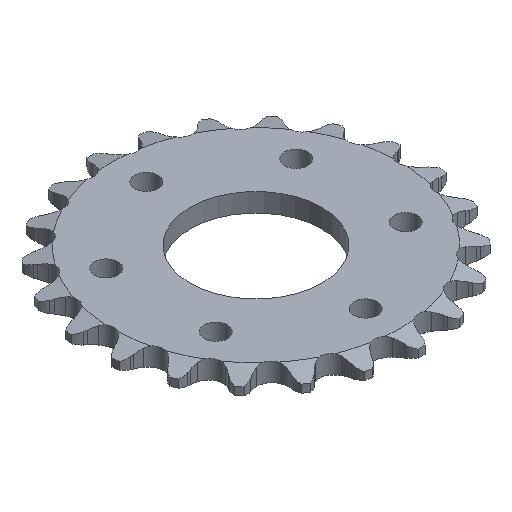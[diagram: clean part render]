
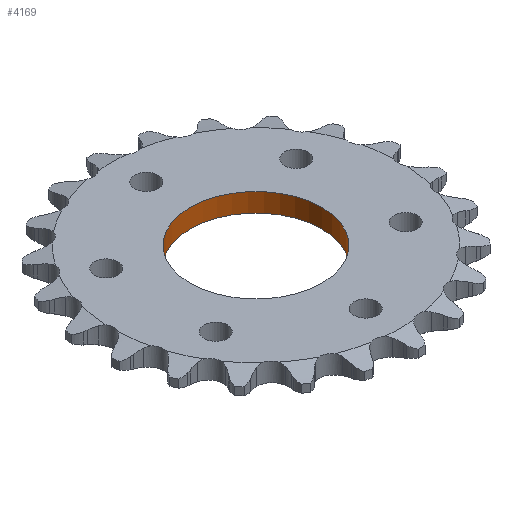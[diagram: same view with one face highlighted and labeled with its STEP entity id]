
A CAD part, isometric view. The second image highlights one B-rep face of the part: STEP entity #4169.
In plain terms, the highlighted cylindrical face has radius 14.287 mm (diameter 28.575 mm), a full revolution.
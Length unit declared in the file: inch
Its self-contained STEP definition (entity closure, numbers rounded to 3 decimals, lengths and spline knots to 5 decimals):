
#81=LINE('',#5943,#264);
#264=VECTOR('',#4885,0.5625);
#447=CYLINDRICAL_SURFACE('',#4446,0.5625);
#588=FACE_OUTER_BOUND('',#817,.T.);
#817=EDGE_LOOP('',(#2783,#2784,#2785,#2786,#2787,#2788));
#1432=CIRCLE('',#4447,0.5625);
#1433=CIRCLE('',#4448,0.5625);
#1434=CIRCLE('',#4449,0.5625);
#1435=CIRCLE('',#4450,0.5625);
#1608=VERTEX_POINT('',#5938);
#1609=VERTEX_POINT('',#5939);
#1610=VERTEX_POINT('',#5942);
#1611=VERTEX_POINT('',#5944);
#2082=EDGE_CURVE('',#1608,#1609,#1432,.T.);
#2083=EDGE_CURVE('',#1609,#1608,#1433,.T.);
#2084=EDGE_CURVE('',#1609,#1610,#81,.T.);
#2085=EDGE_CURVE('',#1610,#1611,#1434,.T.);
#2086=EDGE_CURVE('',#1611,#1610,#1435,.T.);
#2783=ORIENTED_EDGE('',*,*,#2082,.F.);
#2784=ORIENTED_EDGE('',*,*,#2083,.F.);
#2785=ORIENTED_EDGE('',*,*,#2084,.T.);
#2786=ORIENTED_EDGE('',*,*,#2085,.T.);
#2787=ORIENTED_EDGE('',*,*,#2086,.T.);
#2788=ORIENTED_EDGE('',*,*,#2084,.F.);
#4169=ADVANCED_FACE('',(#588),#447,.F.);
#4446=AXIS2_PLACEMENT_3D('',#5937,#4879,#4880);
#4447=AXIS2_PLACEMENT_3D('',#5940,#4881,#4882);
#4448=AXIS2_PLACEMENT_3D('',#5941,#4883,#4884);
#4449=AXIS2_PLACEMENT_3D('',#5945,#4886,#4887);
#4450=AXIS2_PLACEMENT_3D('',#5946,#4888,#4889);
#4879=DIRECTION('center_axis',(0.,0.,1.));
#4880=DIRECTION('ref_axis',(1.,0.,0.));
#4881=DIRECTION('center_axis',(0.,0.,1.));
#4882=DIRECTION('ref_axis',(1.,0.,0.));
#4883=DIRECTION('center_axis',(0.,0.,1.));
#4884=DIRECTION('ref_axis',(1.,0.,0.));
#4885=DIRECTION('',(0.,0.,1.));
#4886=DIRECTION('center_axis',(0.,0.,1.));
#4887=DIRECTION('ref_axis',(1.,0.,0.));
#4888=DIRECTION('center_axis',(0.,0.,1.));
#4889=DIRECTION('ref_axis',(1.,0.,0.));
#5937=CARTESIAN_POINT('Origin',(0.,0.,-0.16));
#5938=CARTESIAN_POINT('',(0.5625,0.,-0.16));
#5939=CARTESIAN_POINT('',(-0.5625,0.,-0.16));
#5940=CARTESIAN_POINT('Origin',(0.,0.,-0.16));
#5941=CARTESIAN_POINT('Origin',(0.,0.,-0.16));
#5942=CARTESIAN_POINT('',(-0.5625,0.,0.));
#5943=CARTESIAN_POINT('',(-0.5625,0.,-0.16));
#5944=CARTESIAN_POINT('',(0.5625,0.,0.));
#5945=CARTESIAN_POINT('Origin',(0.,0.,0.));
#5946=CARTESIAN_POINT('Origin',(0.,0.,0.));
